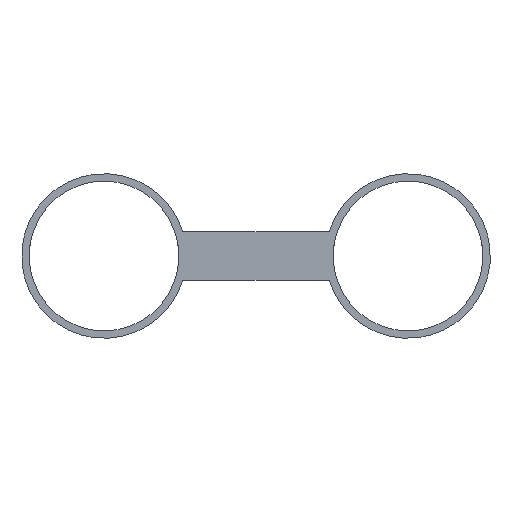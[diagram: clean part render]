
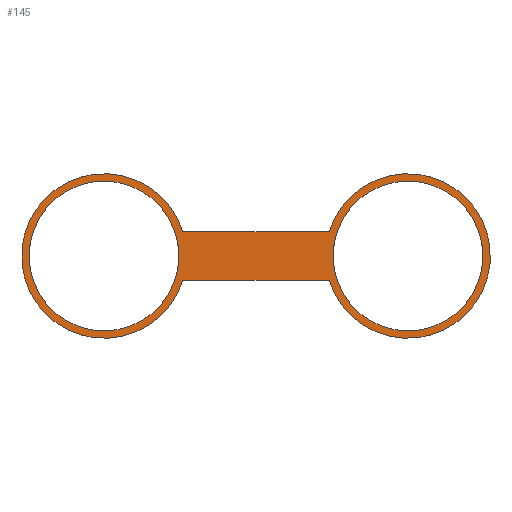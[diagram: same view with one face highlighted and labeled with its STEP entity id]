
A CAD part, top view. The second image highlights one B-rep face of the part: STEP entity #145.
In plain terms, the highlighted planar face has unit normal (0, 0, 1).
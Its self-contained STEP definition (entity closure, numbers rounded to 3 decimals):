
#15=FACE_BOUND('',#44,.T.);
#16=FACE_BOUND('',#45,.T.);
#19=CIRCLE('',#166,20.25);
#22=CIRCLE('',#170,22.25);
#23=CIRCLE('',#172,22.25);
#24=CIRCLE('',#173,20.25);
#35=FACE_OUTER_BOUND('',#43,.T.);
#43=EDGE_LOOP('',(#117,#118,#119,#120));
#44=EDGE_LOOP('',(#121));
#45=EDGE_LOOP('',(#122));
#54=LINE('',#232,#64);
#56=LINE('',#238,#66);
#64=VECTOR('',#186,10.);
#66=VECTOR('',#190,10.);
#72=VERTEX_POINT('',#226);
#74=VERTEX_POINT('',#230);
#75=VERTEX_POINT('',#234);
#77=VERTEX_POINT('',#237);
#79=VERTEX_POINT('',#243);
#81=VERTEX_POINT('',#253);
#86=EDGE_CURVE('',#72,#74,#54,.T.);
#88=EDGE_CURVE('',#77,#75,#56,.T.);
#91=EDGE_CURVE('',#79,#79,#19,.T.);
#95=EDGE_CURVE('',#74,#77,#22,.T.);
#96=EDGE_CURVE('',#75,#72,#23,.T.);
#97=EDGE_CURVE('',#81,#81,#24,.T.);
#117=ORIENTED_EDGE('',*,*,#96,.T.);
#118=ORIENTED_EDGE('',*,*,#86,.T.);
#119=ORIENTED_EDGE('',*,*,#95,.T.);
#120=ORIENTED_EDGE('',*,*,#88,.T.);
#121=ORIENTED_EDGE('',*,*,#91,.T.);
#122=ORIENTED_EDGE('',*,*,#97,.T.);
#139=PLANE('',#171);
#145=ADVANCED_FACE('',(#35,#15,#16),#139,.T.);
#166=AXIS2_PLACEMENT_3D('',#244,#195,#196);
#170=AXIS2_PLACEMENT_3D('',#250,#204,#205);
#171=AXIS2_PLACEMENT_3D('',#251,#206,#207);
#172=AXIS2_PLACEMENT_3D('',#252,#208,#209);
#173=AXIS2_PLACEMENT_3D('',#254,#210,#211);
#186=DIRECTION('',(1.,0.,0.));
#190=DIRECTION('',(-1.,0.,0.));
#195=DIRECTION('center_axis',(0.,0.,-1.));
#196=DIRECTION('ref_axis',(1.,0.,0.));
#204=DIRECTION('center_axis',(0.,0.,1.));
#205=DIRECTION('ref_axis',(1.,0.,0.));
#206=DIRECTION('center_axis',(0.,0.,1.));
#207=DIRECTION('ref_axis',(1.,0.,0.));
#208=DIRECTION('center_axis',(0.,0.,1.));
#209=DIRECTION('ref_axis',(1.,0.,0.));
#210=DIRECTION('center_axis',(0.,0.,-1.));
#211=DIRECTION('ref_axis',(1.,0.,0.));
#226=CARTESIAN_POINT('',(21.279,-6.5,2.));
#230=CARTESIAN_POINT('',(60.921,-6.5,2.));
#232=CARTESIAN_POINT('',(61.,-6.5,2.));
#234=CARTESIAN_POINT('',(21.279,6.5,2.));
#237=CARTESIAN_POINT('',(60.921,6.5,2.));
#238=CARTESIAN_POINT('',(61.,6.5,2.));
#243=CARTESIAN_POINT('',(61.95,0.,2.));
#244=CARTESIAN_POINT('Origin',(82.2,0.,2.));
#250=CARTESIAN_POINT('Origin',(82.2,0.,2.));
#251=CARTESIAN_POINT('Origin',(0.,0.,2.));
#252=CARTESIAN_POINT('Origin',(0.,0.,2.));
#253=CARTESIAN_POINT('',(-20.25,0.,2.));
#254=CARTESIAN_POINT('Origin',(0.,0.,2.));
